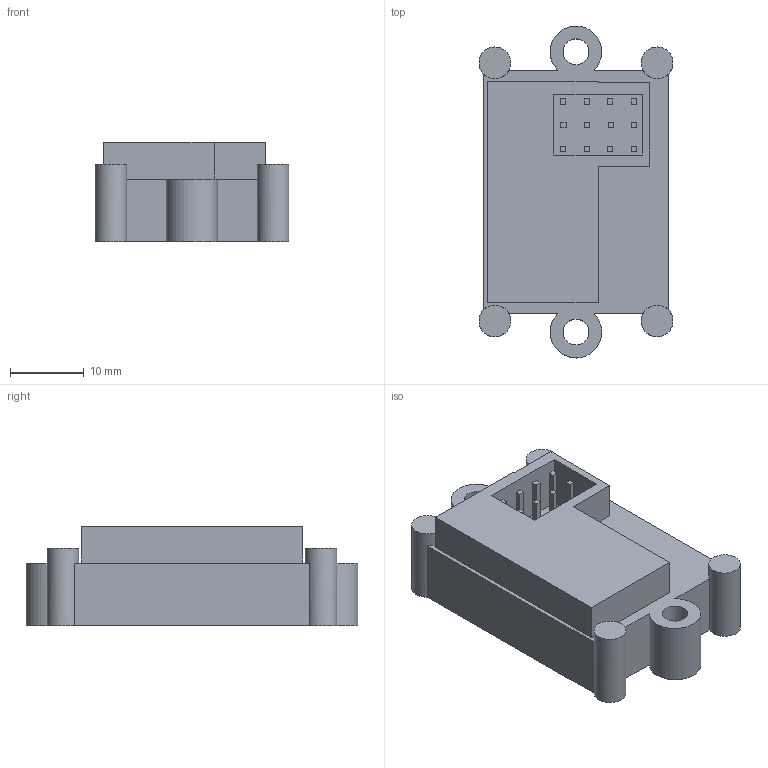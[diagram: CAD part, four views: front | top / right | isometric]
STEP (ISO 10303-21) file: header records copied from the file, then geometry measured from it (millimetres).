
FILE_DESCRIPTION(('FreeCAD Model'),'2;1');
FILE_NAME('Open CASCADE Shape Model','2024-01-11T09:42:23',(''),(''), 'Open CASCADE STEP processor 7.6','FreeCAD','Unknown');
FILE_SCHEMA(('AUTOMOTIVE_DESIGN { 1 0 10303 214 1 1 1 1 }'));
Length unit declared in the file: millimetre
Products named in the file (1): Body
Bounding box: 26.3 x 45 x 13.5 mm (x, y, z)
Volume: 9926.1 mm3; surface area: 4525.2 mm2
Topology: 1 solids, 1 shells, 94 faces, 238 edges, 160 vertices
Faces by surface type: plane 86, cylinder 8
Full cylindrical faces by diameter (mm): 3.5 x2, 4.3 x4
Entity records: 2832 total; most frequent: CARTESIAN_POINT 493, ORIENTED_EDGE 476, DIRECTION 456, EDGE_CURVE 238, LINE 210, VECTOR 210, VERTEX_POINT 160, AXIS2_PLACEMENT_3D 123
